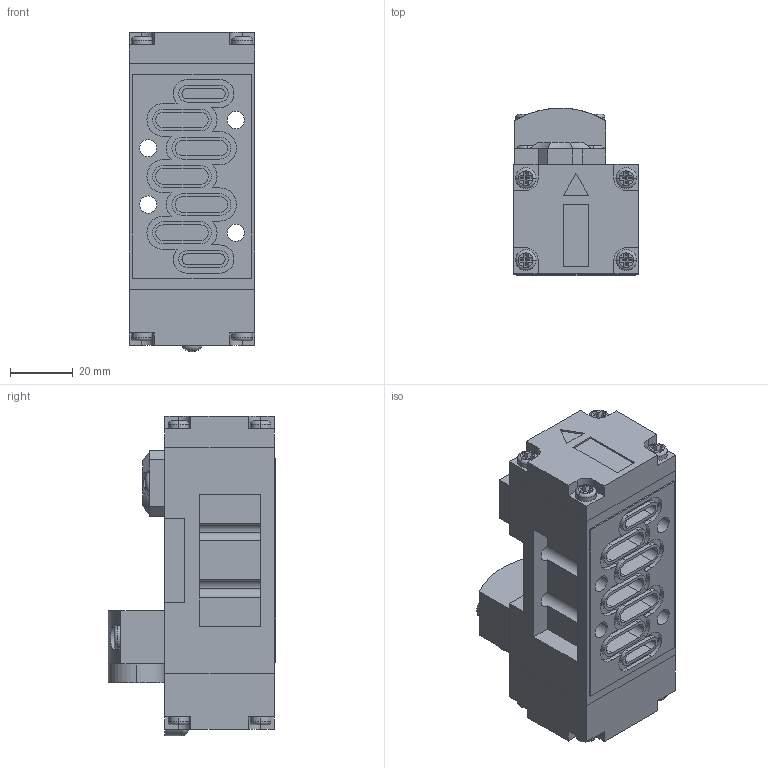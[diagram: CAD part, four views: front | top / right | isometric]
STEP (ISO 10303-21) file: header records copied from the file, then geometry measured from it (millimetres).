
FILE_DESCRIPTION (( 'STEP AP203' ), '1' );
FILE_NAME ('SIP411.STEP', '2016-01-13T02:56:46', ( 'yrd8' ), ( 'Hewlett-Packard Company' ), 'SwSTEP 2.0', 'SolidWorks 2008', '' );
FILE_SCHEMA (( 'CONFIG_CONTROL_DESIGN' ));
Length unit declared in the file: millimetre
Products named in the file (6): SIP411; SIP400 Body_ル遽; SIP400 Semi Pilot_ル遽; SIP400 Pilot_ル遽; SIP400 Cnomo Pilot; SIP400 Body Cover_ル遽
Assembly tree (5 placements, depth 2):
  SIP411
    SIP400 Cnomo Pilot
    SIP400 Pilot_ル遽
    SIP400 Body Cover_ル遽
    SIP400 Body_ル遽
    SIP400 Semi Pilot_ル遽
Bounding box: 40 x 53.6 x 102 mm (x, y, z)
Volume: 125903.6 mm3; surface area: 37171.8 mm2
Topology: 5 solids, 7 shells, 603 faces, 1635 edges, 1082 vertices
Faces by surface type: plane 431, cylinder 132, torus 25, cone 11, bspline 4
Entity records: 19983 total; most frequent: CARTESIAN_POINT 4032, ORIENTED_EDGE 3266, DIRECTION 3121, EDGE_CURVE 1633, VERTEX_POINT 1082, AXIS2_PLACEMENT_3D 1053, LINE 1015, VECTOR 1015
